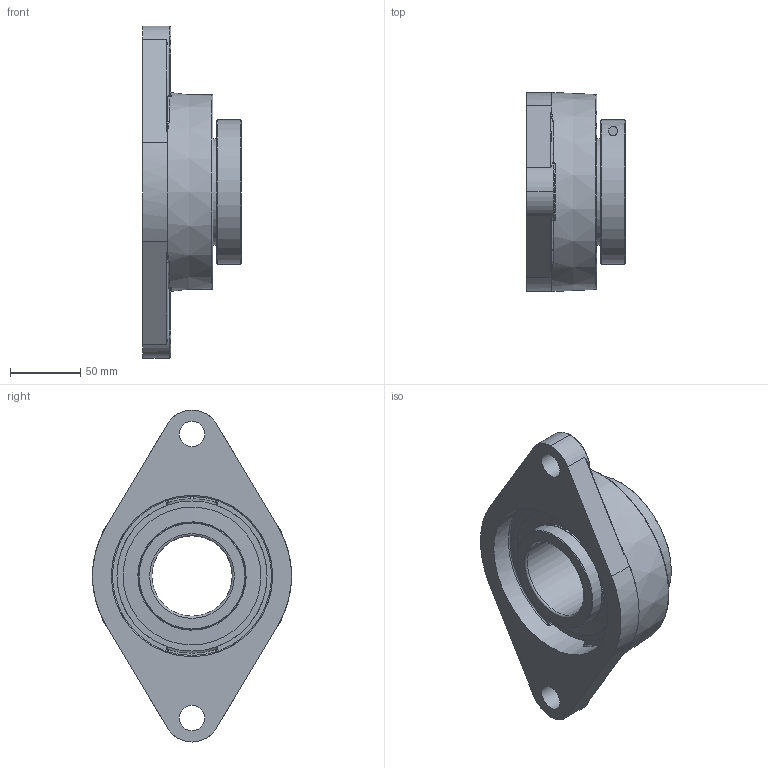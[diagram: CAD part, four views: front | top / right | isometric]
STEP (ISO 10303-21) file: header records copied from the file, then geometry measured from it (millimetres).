
FILE_DESCRIPTION(('HOOPS Exchange Step'),'2;1');
FILE_NAME('export-A1691AFB-776D-4C1A-A874-49545F26CEB6.stp','2020-05-28T12:34:27-07:00',('dkerr'),('Alibre'),'HOOPS Exchange 2020.0','Alibre','Unknown authorisation');
FILE_SCHEMA( ('AP242_MANAGED_MODEL_BASED_3D_ENGINEERING_MIM_LF {1 0 10303 442 1 1 4 }') );
Length unit declared in the file: inch
Products named in the file (8): MRN SFTM L4L 212; MRN SUE 212-36 L4L (2.25) (Race); MRN SUE 212 L4L (Ball); MRN SUE 212 L4L (Shield); MRN SUE 212 L4L (Lock Ring); MRN SUE 212 L4L (Bolt); MRN SUE 212-36 L4L (2.25); MRN SUESFTM 212-36 L4L (2.250inch)
Assembly tree (8 placements, depth 3):
  MRN SUESFTM 212-36 L4L (2.250inch)
    MRN SFTM L4L 212
    MRN SUE 212-36 L4L (2.25)
      MRN SUE 212-36 L4L (2.25) (Race)
      MRN SUE 212 L4L (Ball)
      MRN SUE 212 L4L (Shield)  x2
      MRN SUE 212 L4L (Lock Ring)
      MRN SUE 212 L4L (Bolt)
Bounding box: 70.2 x 141.5 x 236 mm (x, y, z)
Volume: 639961.7 mm3; surface area: 163222.1 mm2
Topology: 17 solids, 17 shells, 239 faces, 658 edges, 432 vertices
Faces by surface type: plane 79, cylinder 63, torus 33, cone 31, sphere 17, bspline 16
Full cylindrical faces by diameter (mm): 6.647 x2, 8.4 x1, 13 x1, 18 x2, 57.15 x1, 76 x4, 77.016 x2, 96 x2, 98 x2, 112.635 x1, 114.635 x1, 120.1 x1
Entity records: 16085 total; most frequent: CARTESIAN_POINT 10081, DIRECTION 1231, ORIENTED_EDGE 1224, EDGE_CURVE 612, AXIS2_PLACEMENT_3D 513, VERTEX_POINT 418, CIRCLE 273, EDGE_LOOP 254
